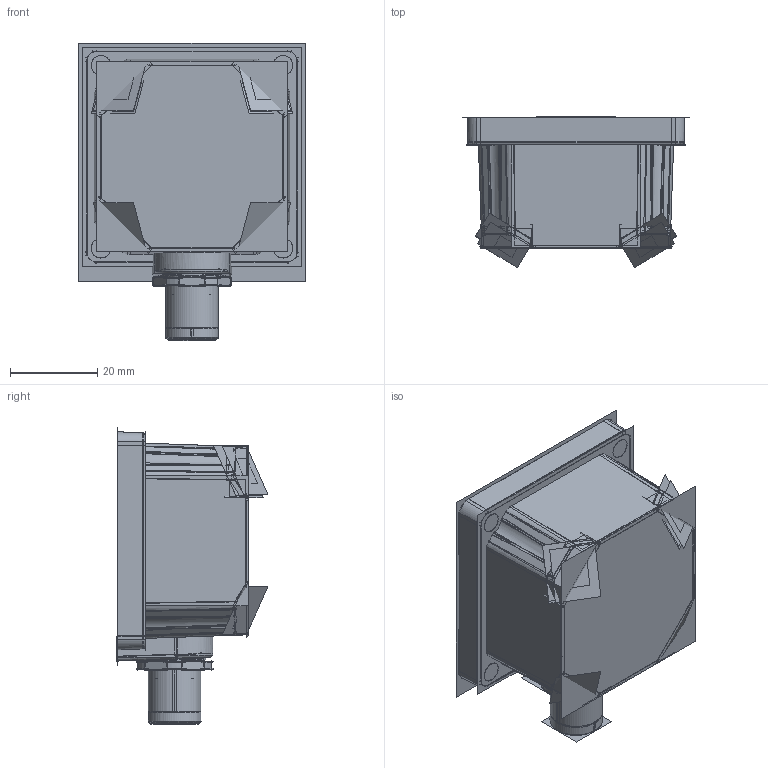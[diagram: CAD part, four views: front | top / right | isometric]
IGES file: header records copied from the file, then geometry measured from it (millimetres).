
Start section:  PTC IGES file: 252365_sm01.igs
Global section: file name: 252365_sm01.igs; native system: Creo Parametric by PTC Inc.; preprocessor: 2022414; author: banengservice; organization: Unknown; date: 20251007.133716; units: millimetre
Bounding box: 52 x 34.83 x 68.26 mm (x, y, z)
Surface area: 47958 mm2 (no closed solid volume)
Topology: 0 solids, 7 shells, 600 faces, 3485 edges, 4466 vertices
Faces by surface type: revolution 290, bspline 284, extrusion 26
